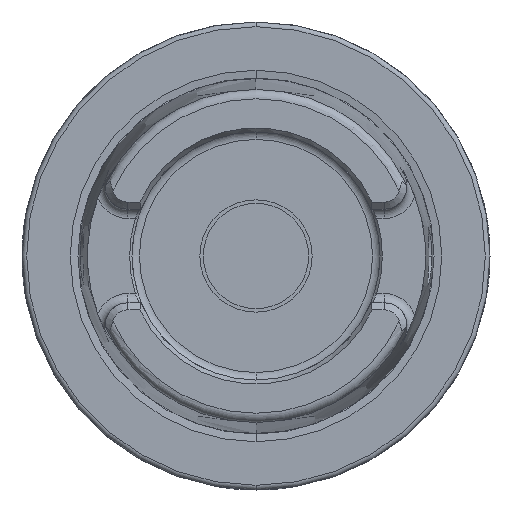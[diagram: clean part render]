
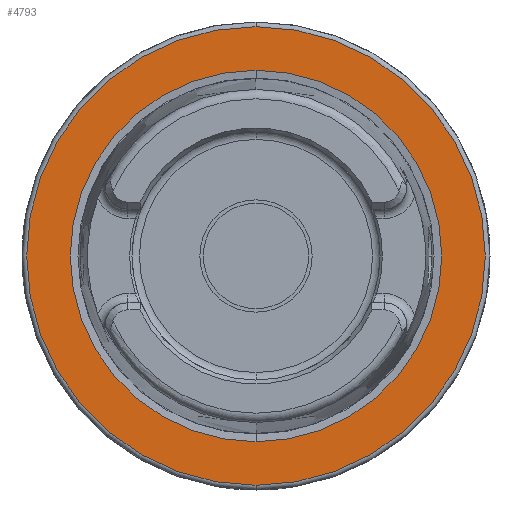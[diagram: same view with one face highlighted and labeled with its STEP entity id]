
A CAD part, left-side view. The second image highlights one B-rep face of the part: STEP entity #4793.
In plain terms, the highlighted planar face has unit normal (-1, 0, 0).
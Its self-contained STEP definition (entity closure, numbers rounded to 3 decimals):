
#1250=CARTESIAN_POINT('',(0.,0.,0.));
#1251=DIRECTION('',(1.,0.,0.));
#1252=DIRECTION('',(0.,0.,-1.));
#1253=AXIS2_PLACEMENT_3D('',#1250,#1251,#1252);
#1255=CARTESIAN_POINT('',(0.,0.,0.));
#1256=DIRECTION('',(1.,0.,0.));
#1257=DIRECTION('',(0.,0.,1.));
#1258=AXIS2_PLACEMENT_3D('',#1255,#1256,#1257);
#1260=CARTESIAN_POINT('',(0.,0.,0.));
#1261=DIRECTION('',(-1.,0.,0.));
#1262=DIRECTION('',(0.,0.,-1.));
#1263=AXIS2_PLACEMENT_3D('',#1260,#1261,#1262);
#1265=CARTESIAN_POINT('',(0.,0.,0.));
#1266=DIRECTION('',(-1.,0.,0.));
#1267=DIRECTION('',(0.,0.,1.));
#1268=AXIS2_PLACEMENT_3D('',#1265,#1266,#1267);
#2957=CARTESIAN_POINT('',(0.,0.,-39.682));
#2958=CARTESIAN_POINT('',(0.,0.,39.682));
#2959=VERTEX_POINT('',#2957);
#2960=VERTEX_POINT('',#2958);
#3270=CARTESIAN_POINT('',(0.,0.,-49.));
#3271=CARTESIAN_POINT('',(0.,0.,49.));
#3272=VERTEX_POINT('',#3270);
#3273=VERTEX_POINT('',#3271);
#4778=CARTESIAN_POINT('',(0.,0.,0.));
#4779=DIRECTION('',(1.,0.,0.));
#4780=DIRECTION('',(0.,0.,1.));
#4781=AXIS2_PLACEMENT_3D('',#4778,#4779,#4780);
#4782=PLANE('',#4781);
#4784=ORIENTED_EDGE('',*,*,#4783,.F.);
#4786=ORIENTED_EDGE('',*,*,#4785,.F.);
#4787=EDGE_LOOP('',(#4784,#4786));
#4788=FACE_OUTER_BOUND('',#4787,.F.);
#4789=ORIENTED_EDGE('',*,*,#4734,.F.);
#4790=ORIENTED_EDGE('',*,*,#4719,.F.);
#4791=EDGE_LOOP('',(#4789,#4790));
#4792=FACE_BOUND('',#4791,.F.);
#4793=ADVANCED_FACE('',(#4788,#4792),#4782,.F.);
#1254=CIRCLE('',#1253,39.682);
#1259=CIRCLE('',#1258,39.682);
#1264=CIRCLE('',#1263,49.);
#1269=CIRCLE('',#1268,49.);
#4719=EDGE_CURVE('',#2960,#2959,#1259,.T.);
#4734=EDGE_CURVE('',#2959,#2960,#1254,.T.);
#4783=EDGE_CURVE('',#3272,#3273,#1264,.T.);
#4785=EDGE_CURVE('',#3273,#3272,#1269,.T.);
